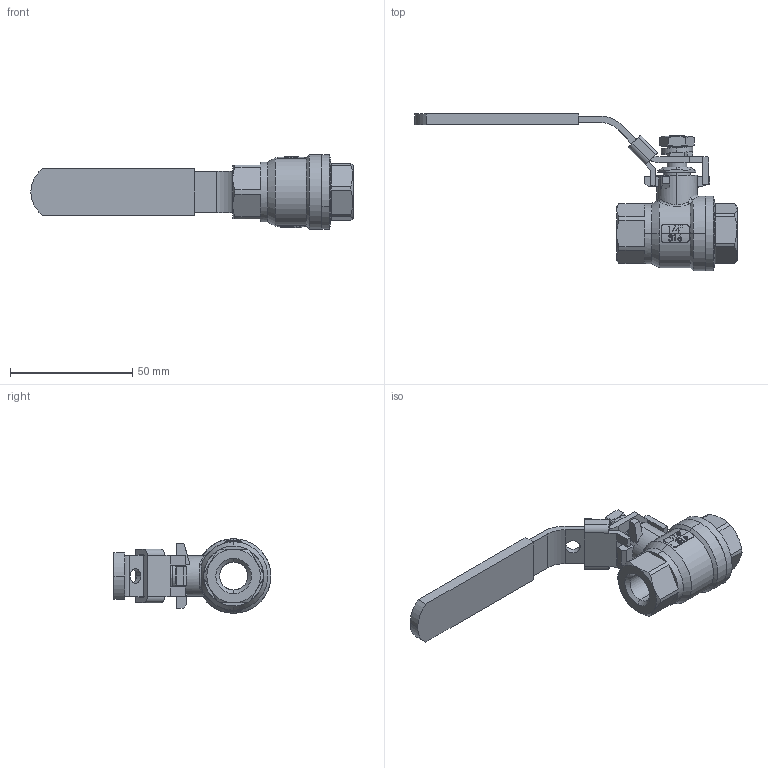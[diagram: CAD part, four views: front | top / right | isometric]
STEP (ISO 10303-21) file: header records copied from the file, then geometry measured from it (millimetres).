
FILE_DESCRIPTION (( 'STEP AP214' ), '1' );
FILE_NAME ('MV-25-ZPT-DN6.STEP', '2018-11-27T00:51:22', ( 'Lenovo' ), ( 'China' ), 'SwSTEP 2.0', 'SolidWorks 2010', '' );
FILE_SCHEMA (( 'AUTOMOTIVE_DESIGN' ));
Length unit declared in the file: millimetre
Products named in the file (15): MV-25-FZ-DN6; MV-25-T(J)-DN6; MV-25-ZPT-DN6; MV-25-G(J)-DN6; MV-25-M-DN6; MV-25-Q-DN6; MV-25-Y-DN6; MV-25-TL-DN6; MV-25-ZT-DN6; MV-25-Z-DN6; MV-25-LM-DN6; MV-25-TD-DN6; MV-25-S-DN6; MV-25-ST-DN6; MV-25-KZ-DN6
Assembly tree (15 placements, depth 2):
  MV-25-ZPT-DN6
    MV-25-FZ-DN6  x2
    MV-25-TD-DN6
    MV-25-T(J)-DN6
    MV-25-S-DN6
    MV-25-Q-DN6
    MV-25-Z-DN6
    MV-25-G(J)-DN6
    MV-25-ZT-DN6
    MV-25-M-DN6
    MV-25-ST-DN6
    MV-25-KZ-DN6
    MV-25-LM-DN6
    MV-25-Y-DN6
    MV-25-TL-DN6
Bounding box: 131.88 x 64.55 x 30.5 mm (x, y, z)
Volume: 33153 mm3; surface area: 29120.9 mm2
Topology: 15 solids, 15 shells, 587 faces, 1480 edges, 963 vertices
Faces by surface type: plane 248, cylinder 143, bspline 122, cone 62, sphere 6, torus 6
Entity records: 39210 total; most frequent: CARTESIAN_POINT 24843, ORIENTED_EDGE 2892, DIRECTION 2250, EDGE_CURVE 1446, VERTEX_POINT 943, AXIS2_PLACEMENT_3D 802, VECTOR 646, LINE 646
